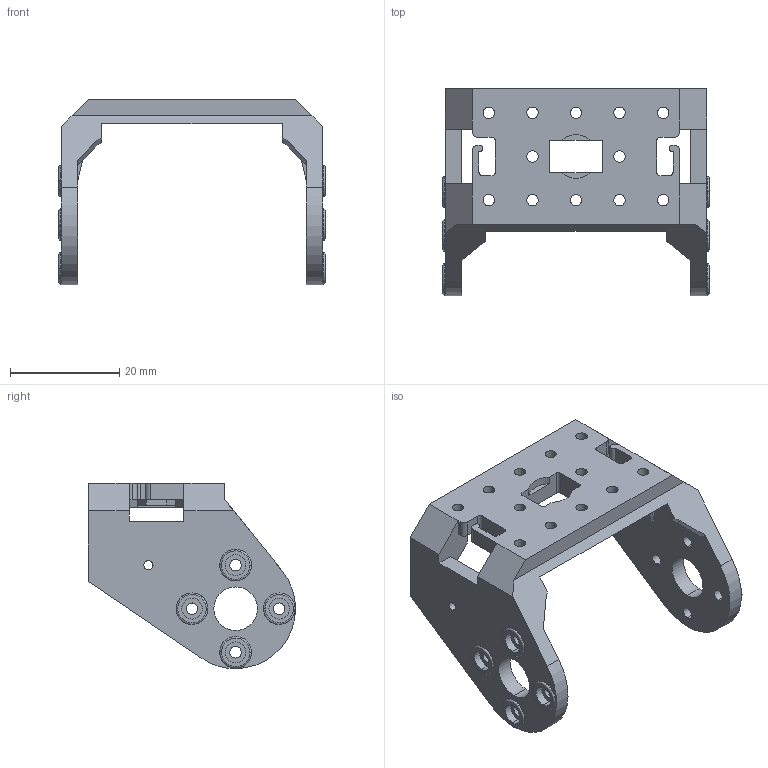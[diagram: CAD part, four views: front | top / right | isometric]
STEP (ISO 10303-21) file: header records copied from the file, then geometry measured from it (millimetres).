
FILE_DESCRIPTION (( 'STEP AP214' ), '1' );
FILE_NAME ('FP04-F1.STEP', '2019-11-20T00:24:41', ( '' ), ( '' ), 'SwSTEP 2.0', 'SolidWorks 2011', '' );
FILE_SCHEMA (( 'AUTOMOTIVE_DESIGN' ));
Length unit declared in the file: inch
Products named in the file (1): FP04-F1
Bounding box: 48.8 x 38 x 34 mm (x, y, z)
Volume: 7739.7 mm3; surface area: 7834.8 mm2
Topology: 1 solids, 1 shells, 404 faces, 1164 edges, 780 vertices
Faces by surface type: plane 277, cylinder 111, bspline 16
Entity records: 14386 total; most frequent: CARTESIAN_POINT 3493, ORIENTED_EDGE 2328, DIRECTION 2164, EDGE_CURVE 1164, VECTOR 878, LINE 878, VERTEX_POINT 780, AXIS2_PLACEMENT_3D 643
